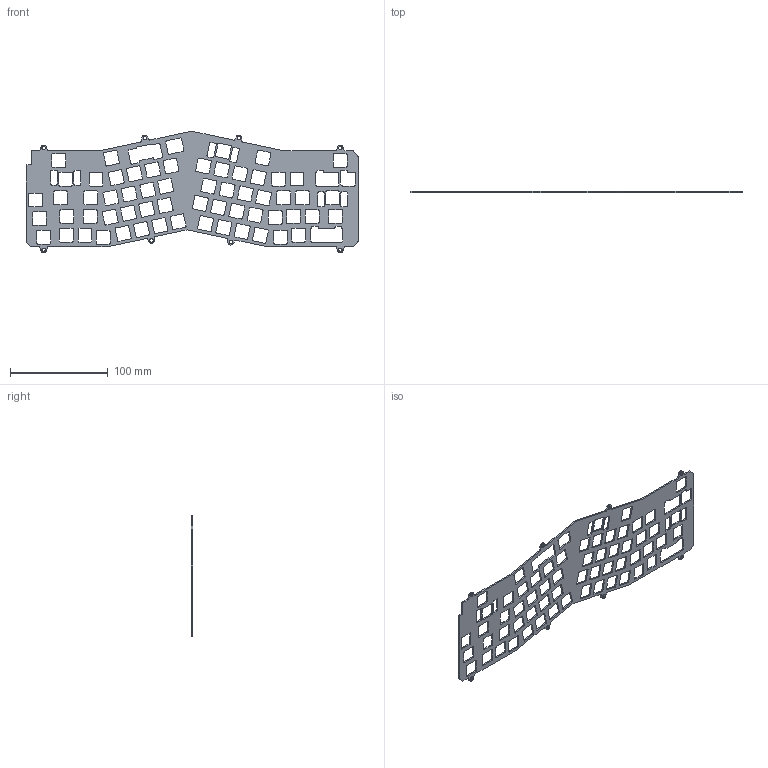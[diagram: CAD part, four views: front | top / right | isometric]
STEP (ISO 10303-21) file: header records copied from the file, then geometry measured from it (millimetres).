
FILE_DESCRIPTION(/* description */ (''),/* implementation_level */ '2;1');
FILE_NAME(/* name */ 'switch-plate.step',/* time_stamp */ '2022-01-30T23:22:46+09:00',/* author */ (''),/* organization */ (''),/* preprocessor_version */ 'ST-DEVELOPER v18.1',/* originating_system */ 'Autodesk Translation Framework v10.10.0.1391',/* authorisation */ '');
FILE_SCHEMA (('AUTOMOTIVE_DESIGN { 1 0 10303 214 3 1 1 }'));
Length unit declared in the file: millimetre
Products named in the file (1): Lorina
Bounding box: 338.8 x 1.5 x 123.89 mm (x, y, z)
Volume: 29482.1 mm3; surface area: 46692.9 mm2
Topology: 1 solids, 1 shells, 704 faces, 2106 edges, 1404 vertices
Faces by surface type: plane 361, cylinder 343
Full cylindrical faces by diameter (mm): 3.528 x8
Entity records: 24235 total; most frequent: CARTESIAN_POINT 4215, ORIENTED_EDGE 4212, DIRECTION 4202, EDGE_CURVE 2106, LINE 1420, VECTOR 1420, VERTEX_POINT 1404, AXIS2_PLACEMENT_3D 1391
